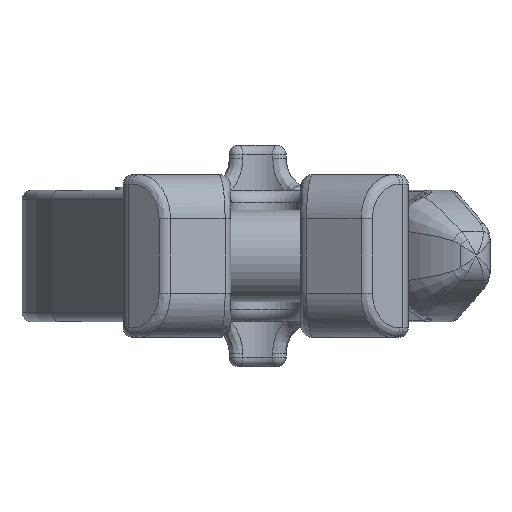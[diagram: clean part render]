
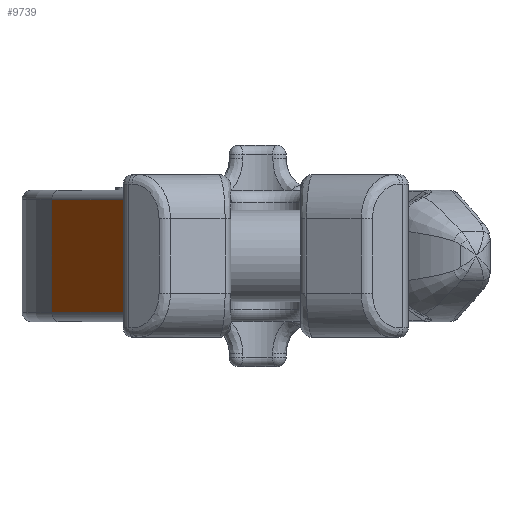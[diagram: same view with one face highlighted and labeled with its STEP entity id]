
A CAD part, left-side view. The second image highlights one B-rep face of the part: STEP entity #9739.
In plain terms, the highlighted planar face has unit normal (-0.508, 0.861, 0).
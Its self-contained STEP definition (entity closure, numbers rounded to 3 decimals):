
#992=LINE('',#18681,#1711);
#999=LINE('',#18862,#1718);
#1009=LINE('',#19081,#1728);
#1010=LINE('',#19083,#1729);
#1711=VECTOR('',#12118,10.);
#1718=VECTOR('',#12229,10.);
#1728=VECTOR('',#12281,10.);
#1729=VECTOR('',#12284,10.);
#1950=PLANE('',#10382);
#2962=FACE_OUTER_BOUND('',#3591,.T.);
#3591=EDGE_LOOP('',(#8728,#8729,#8730,#8731));
#4814=VERTEX_POINT('',#18675);
#4815=VERTEX_POINT('',#18679);
#4830=VERTEX_POINT('',#18856);
#4831=VERTEX_POINT('',#18860);
#6106=EDGE_CURVE('',#4815,#4814,#992,.T.);
#6149=EDGE_CURVE('',#4831,#4830,#999,.T.);
#6176=EDGE_CURVE('',#4815,#4830,#1009,.T.);
#6177=EDGE_CURVE('',#4814,#4831,#1010,.T.);
#8728=ORIENTED_EDGE('',*,*,#6149,.F.);
#8729=ORIENTED_EDGE('',*,*,#6177,.F.);
#8730=ORIENTED_EDGE('',*,*,#6106,.F.);
#8731=ORIENTED_EDGE('',*,*,#6176,.T.);
#9739=ADVANCED_FACE('',(#2962),#1950,.T.);
#10382=AXIS2_PLACEMENT_3D('',#19082,#12282,#12283);
#12118=DIRECTION('',(0.861,0.508,0.));
#12229=DIRECTION('',(-0.861,-0.508,0.));
#12281=DIRECTION('',(0.,0.,1.));
#12282=DIRECTION('center_axis',(-0.508,0.861,0.));
#12283=DIRECTION('ref_axis',(-0.861,-0.508,0.));
#12284=DIRECTION('',(0.,0.,1.));
#18675=CARTESIAN_POINT('',(106.767,67.699,-17.75));
#18679=CARTESIAN_POINT('',(68.264,45.,-17.75));
#18681=CARTESIAN_POINT('',(90.158,57.907,-17.75));
#18856=CARTESIAN_POINT('',(68.264,45.,17.75));
#18860=CARTESIAN_POINT('',(106.767,67.699,17.75));
#18862=CARTESIAN_POINT('',(90.158,57.907,17.75));
#19081=CARTESIAN_POINT('',(68.264,45.,0.));
#19082=CARTESIAN_POINT('Origin',(106.767,67.699,0.));
#19083=CARTESIAN_POINT('',(106.767,67.699,0.));
